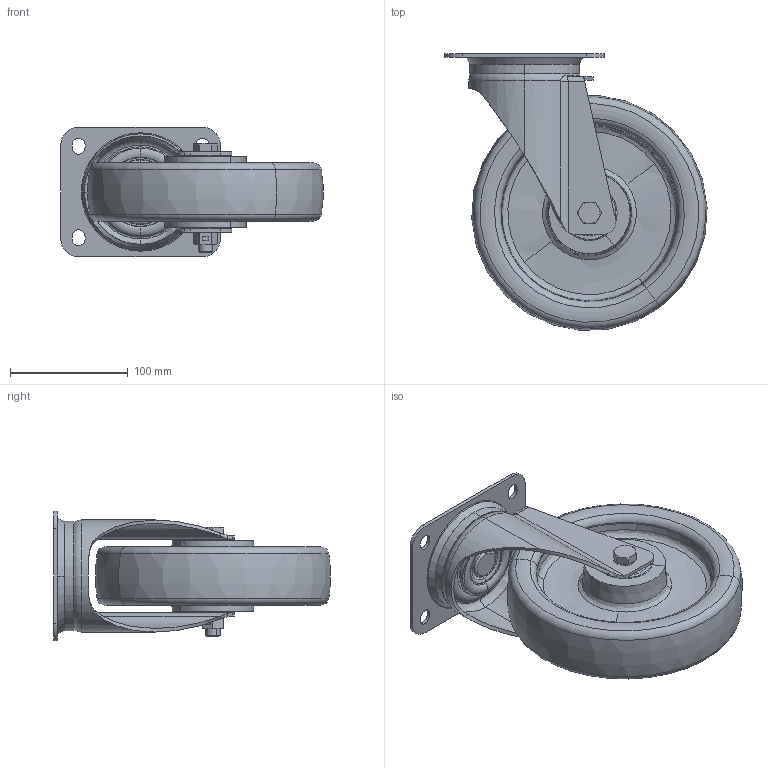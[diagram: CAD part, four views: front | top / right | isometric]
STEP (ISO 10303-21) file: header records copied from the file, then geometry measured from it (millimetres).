
FILE_DESCRIPTION (( 'STEP AP214' ), '1' );
FILE_NAME ('0055682.step', '2023-11-14T12:38:37', ( '' ), ( '' ), 'SwSTEP 2.0', 'SolidWorks 2020', '' );
FILE_SCHEMA (( 'AUTOMOTIVE_DESIGN' ));
Length unit declared in the file: millimetre
Products named in the file (1): 0055682
Bounding box: 222.23 x 234.52 x 110 mm (x, y, z)
Volume: 1169612.4 mm3; surface area: 357673.9 mm2
Topology: 28 solids, 28 shells, 566 faces, 1262 edges, 747 vertices
Faces by surface type: torus 128, plane 127, cylinder 118, cone 110, bspline 59, sphere 24
Entity records: 25591 total; most frequent: CARTESIAN_POINT 6732, DIRECTION 2779, ORIENTED_EDGE 2428, AXIS2_PLACEMENT_3D 1215, EDGE_CURVE 1214, VERTEX_POINT 723, CIRCLE 707, EDGE_LOOP 633
